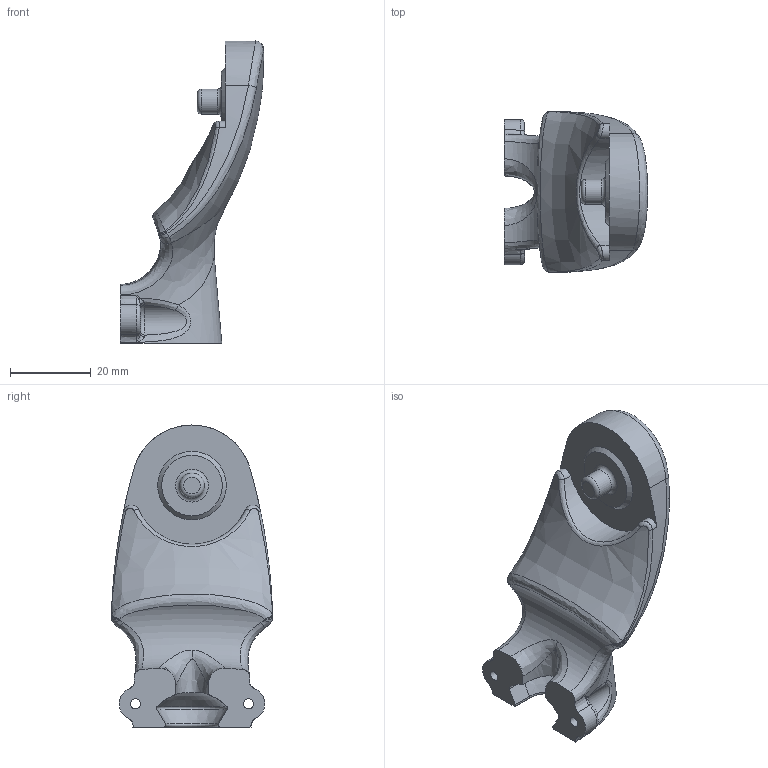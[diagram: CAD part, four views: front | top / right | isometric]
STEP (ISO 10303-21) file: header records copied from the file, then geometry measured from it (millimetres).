
FILE_DESCRIPTION(/* description */ (''),/* implementation_level */ '2;1');
FILE_NAME(/* name */ 'Robot - J4 (J6 JOINT) v3.step',/* time_stamp */ '2023-10-17T09:54:05+02:00',/* author */ (''),/* organization */ (''),/* preprocessor_version */ 'ST-DEVELOPER v20',/* originating_system */ 'Autodesk Translation Framework v12.14.0.127',/* authorisation */ '');
FILE_SCHEMA (('AUTOMOTIVE_DESIGN { 1 0 10303 214 3 1 1 }'));
Length unit declared in the file: millimetre
Products named in the file (1): Robot - J4 (J6 JOINT)
Bounding box: 35.48 x 39.91 x 74.75 mm (x, y, z)
Volume: 26010.1 mm3; surface area: 7969.5 mm2
Topology: 1 solids, 1 shells, 117 faces, 293 edges, 174 vertices
Faces by surface type: bspline 50, plane 34, cylinder 19, torus 9, sphere 3, cone 2
Full cylindrical faces by diameter (mm): 2.5 x2, 6.15 x1
Entity records: 6995 total; most frequent: CARTESIAN_POINT 4454, ORIENTED_EDGE 574, DIRECTION 440, EDGE_CURVE 287, AXIS2_PLACEMENT_3D 184, VERTEX_POINT 174, EDGE_LOOP 123, FACE_OUTER_BOUND 117
